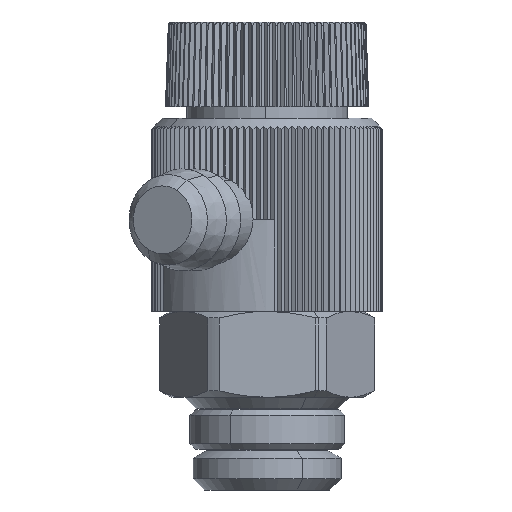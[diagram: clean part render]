
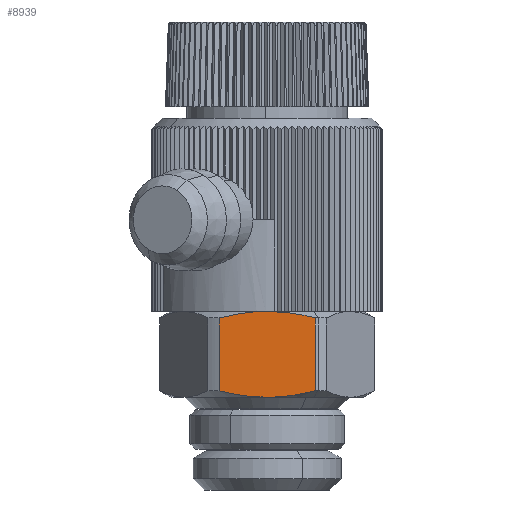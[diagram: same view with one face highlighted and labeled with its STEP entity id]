
A CAD part, front view. The second image highlights one B-rep face of the part: STEP entity #8939.
In plain terms, the highlighted planar face has unit normal (0, 1, 0).
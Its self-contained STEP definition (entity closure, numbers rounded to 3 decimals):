
#8848=CARTESIAN_POINT('Axis2P3D Location',(0.058,-16.9,25.031)) ;
#8854=CARTESIAN_POINT('Control Point',(-4.85,-16.9,33.631)) ;
#8855=CARTESIAN_POINT('Control Point',(-4.569,-16.9,33.631)) ;
#8856=CARTESIAN_POINT('Control Point',(-4.288,-16.9,33.623)) ;
#8857=CARTESIAN_POINT('Control Point',(-3.727,-16.9,33.591)) ;
#8858=CARTESIAN_POINT('Control Point',(-3.446,-16.9,33.567)) ;
#8859=CARTESIAN_POINT('Control Point',(-2.885,-16.9,33.504)) ;
#8860=CARTESIAN_POINT('Control Point',(-2.604,-16.9,33.465)) ;
#8861=CARTESIAN_POINT('Control Point',(-2.04,-16.9,33.372)) ;
#8862=CARTESIAN_POINT('Control Point',(-1.757,-16.9,33.318)) ;
#8863=CARTESIAN_POINT('Control Point',(-1.184,-16.9,33.196)) ;
#8864=CARTESIAN_POINT('Control Point',(-0.895,-16.9,33.128)) ;
#8865=CARTESIAN_POINT('Control Point',(-0.607,-16.9,33.053)) ;
#8866=CARTESIAN_POINT('Vertex',(-4.85,-16.9,33.631)) ;
#8868=CARTESIAN_POINT('Vertex',(-0.607,-16.9,33.053)) ;
#8871=CARTESIAN_POINT('Line Origine',(-0.607,-16.9,29.831)) ;
#8875=CARTESIAN_POINT('Vertex',(-0.607,-16.9,26.608)) ;
#8879=CARTESIAN_POINT('Control Point',(-0.607,-16.9,26.608)) ;
#8880=CARTESIAN_POINT('Control Point',(-0.894,-16.9,26.534)) ;
#8881=CARTESIAN_POINT('Control Point',(-1.182,-16.9,26.466)) ;
#8882=CARTESIAN_POINT('Control Point',(-1.754,-16.9,26.344)) ;
#8883=CARTESIAN_POINT('Control Point',(-2.037,-16.9,26.29)) ;
#8884=CARTESIAN_POINT('Control Point',(-2.601,-16.9,26.197)) ;
#8885=CARTESIAN_POINT('Control Point',(-2.882,-16.9,26.158)) ;
#8886=CARTESIAN_POINT('Control Point',(-3.444,-16.9,26.095)) ;
#8887=CARTESIAN_POINT('Control Point',(-3.725,-16.9,26.071)) ;
#8888=CARTESIAN_POINT('Control Point',(-4.287,-16.9,26.039)) ;
#8889=CARTESIAN_POINT('Control Point',(-4.568,-16.9,26.031)) ;
#8890=CARTESIAN_POINT('Control Point',(-4.849,-16.9,26.031)) ;
#8891=CARTESIAN_POINT('Vertex',(-4.849,-16.9,26.031)) ;
#8895=CARTESIAN_POINT('Control Point',(-4.85,-16.9,26.031)) ;
#8896=CARTESIAN_POINT('Control Point',(-5.13,-16.9,26.031)) ;
#8897=CARTESIAN_POINT('Control Point',(-5.411,-16.9,26.039)) ;
#8898=CARTESIAN_POINT('Control Point',(-5.972,-16.9,26.071)) ;
#8899=CARTESIAN_POINT('Control Point',(-6.253,-16.9,26.095)) ;
#8900=CARTESIAN_POINT('Control Point',(-6.814,-16.9,26.158)) ;
#8901=CARTESIAN_POINT('Control Point',(-7.095,-16.9,26.197)) ;
#8902=CARTESIAN_POINT('Control Point',(-7.659,-16.9,26.29)) ;
#8903=CARTESIAN_POINT('Control Point',(-7.943,-16.9,26.343)) ;
#8904=CARTESIAN_POINT('Control Point',(-8.515,-16.9,26.465)) ;
#8905=CARTESIAN_POINT('Control Point',(-8.804,-16.9,26.534)) ;
#8906=CARTESIAN_POINT('Control Point',(-9.092,-16.9,26.608)) ;
#8907=CARTESIAN_POINT('Vertex',(-9.092,-16.9,26.608)) ;
#8910=CARTESIAN_POINT('Line Origine',(-9.092,-16.9,29.831)) ;
#8914=CARTESIAN_POINT('Vertex',(-9.092,-16.9,33.053)) ;
#8918=CARTESIAN_POINT('Control Point',(-9.092,-16.9,33.053)) ;
#8919=CARTESIAN_POINT('Control Point',(-8.805,-16.9,33.127)) ;
#8920=CARTESIAN_POINT('Control Point',(-8.517,-16.9,33.196)) ;
#8921=CARTESIAN_POINT('Control Point',(-7.945,-16.9,33.318)) ;
#8922=CARTESIAN_POINT('Control Point',(-7.662,-16.9,33.371)) ;
#8923=CARTESIAN_POINT('Control Point',(-7.098,-16.9,33.464)) ;
#8924=CARTESIAN_POINT('Control Point',(-6.817,-16.9,33.504)) ;
#8925=CARTESIAN_POINT('Control Point',(-6.255,-16.9,33.567)) ;
#8926=CARTESIAN_POINT('Control Point',(-5.974,-16.9,33.591)) ;
#8927=CARTESIAN_POINT('Control Point',(-5.412,-16.9,33.623)) ;
#8928=CARTESIAN_POINT('Control Point',(-5.131,-16.9,33.631)) ;
#8929=CARTESIAN_POINT('Control Point',(-4.85,-16.9,33.631)) ;
#8849=DIRECTION('Axis2P3D Direction',(0.,1.,-0.)) ;
#8850=DIRECTION('Axis2P3D XDirection',(-1.,0.,0.)) ;
#8872=DIRECTION('Vector Direction',(0.,0.,-1.)) ;
#8911=DIRECTION('Vector Direction',(0.,0.,1.)) ;
#8851=AXIS2_PLACEMENT_3D('Plane Axis2P3D',#8848,#8849,#8850) ;
#8932=ORIENTED_EDGE('',*,*,#8870,.T.) ;
#8933=ORIENTED_EDGE('',*,*,#8877,.T.) ;
#8934=ORIENTED_EDGE('',*,*,#8893,.T.) ;
#8935=ORIENTED_EDGE('',*,*,#8909,.T.) ;
#8936=ORIENTED_EDGE('',*,*,#8916,.T.) ;
#8937=ORIENTED_EDGE('',*,*,#8930,.T.) ;
#8873=VECTOR('Line Direction',#8872,1.) ;
#8912=VECTOR('Line Direction',#8911,1.) ;
#8939=ADVANCED_FACE('Sheet.1',(#8938),#8852,.T.) ;
#8853=B_SPLINE_CURVE_WITH_KNOTS('',3,(#8854,#8855,#8856,#8857,#8858,#8859,#8860,#8861,#8862,#8863,#8864,#8865),.UNSPECIFIED.,.F.,.U.,(4,2,2,2,2,4),(0.,0.842,1.686,2.537,3.401,4.293),.UNSPECIFIED.) ;
#8878=B_SPLINE_CURVE_WITH_KNOTS('',3,(#8879,#8880,#8881,#8882,#8883,#8884,#8885,#8886,#8887,#8888,#8889,#8890),.UNSPECIFIED.,.F.,.U.,(4,2,2,2,2,4),(0.,0.889,1.753,2.604,3.449,4.293),.UNSPECIFIED.) ;
#8894=B_SPLINE_CURVE_WITH_KNOTS('',3,(#8895,#8896,#8897,#8898,#8899,#8900,#8901,#8902,#8903,#8904,#8905,#8906),.UNSPECIFIED.,.F.,.U.,(4,2,2,2,2,4),(0.,0.842,1.686,2.537,3.401,4.293),.UNSPECIFIED.) ;
#8917=B_SPLINE_CURVE_WITH_KNOTS('',3,(#8918,#8919,#8920,#8921,#8922,#8923,#8924,#8925,#8926,#8927,#8928,#8929),.UNSPECIFIED.,.F.,.U.,(4,2,2,2,2,4),(0.,0.889,1.753,2.604,3.449,4.293),.UNSPECIFIED.) ;
#8870=EDGE_CURVE('',#8867,#8869,#8853,.T.) ;
#8877=EDGE_CURVE('',#8869,#8876,#8874,.T.) ;
#8893=EDGE_CURVE('',#8876,#8892,#8878,.T.) ;
#8909=EDGE_CURVE('',#8892,#8908,#8894,.T.) ;
#8916=EDGE_CURVE('',#8908,#8915,#8913,.T.) ;
#8930=EDGE_CURVE('',#8915,#8867,#8917,.T.) ;
#8931=EDGE_LOOP('',(#8932,#8933,#8934,#8935,#8936,#8937)) ;
#8938=FACE_OUTER_BOUND('',#8931,.T.) ;
#8874=LINE('Line',#8871,#8873) ;
#8913=LINE('Line',#8910,#8912) ;
#8852=PLANE('',#8851) ;
#8867=VERTEX_POINT('',#8866) ;
#8869=VERTEX_POINT('',#8868) ;
#8876=VERTEX_POINT('',#8875) ;
#8892=VERTEX_POINT('',#8891) ;
#8908=VERTEX_POINT('',#8907) ;
#8915=VERTEX_POINT('',#8914) ;
